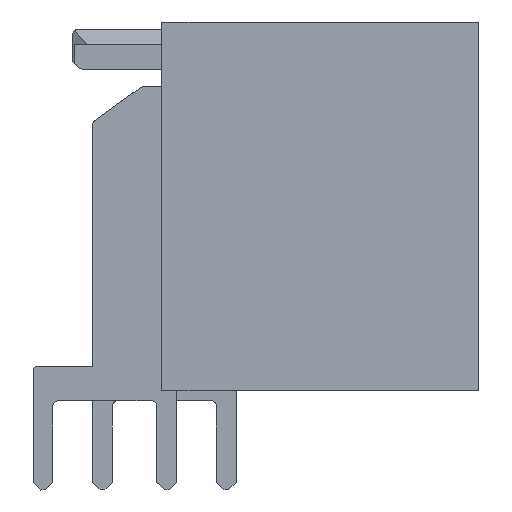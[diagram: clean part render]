
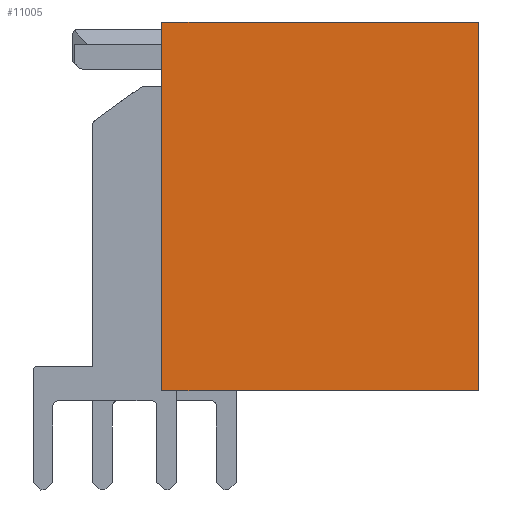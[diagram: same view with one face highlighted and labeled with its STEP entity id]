
A CAD part, left-side view. The second image highlights one B-rep face of the part: STEP entity #11005.
In plain terms, the highlighted face is planar.
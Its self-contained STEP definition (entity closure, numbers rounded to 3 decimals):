
#1308=ORIENTED_EDGE('',*,*,#3208,.F.);
#1309=ORIENTED_EDGE('',*,*,#3295,.F.);
#1310=ORIENTED_EDGE('',*,*,#3217,.F.);
#1311=ORIENTED_EDGE('',*,*,#3200,.F.);
#3200=EDGE_CURVE('',#4232,#4233,#5142,.T.);
#3208=EDGE_CURVE('',#4238,#4232,#5150,.T.);
#3217=EDGE_CURVE('',#4233,#4243,#5159,.T.);
#3295=EDGE_CURVE('',#4243,#4238,#5237,.T.);
#4232=VERTEX_POINT('',#15108);
#4233=VERTEX_POINT('',#15110);
#4238=VERTEX_POINT('',#15124);
#4243=VERTEX_POINT('',#15145);
#5142=LINE('',#15109,#6267);
#5150=LINE('',#15125,#6275);
#5159=LINE('',#15144,#6284);
#5237=LINE('',#15282,#6362);
#6267=VECTOR('',#12739,1000.);
#6275=VECTOR('',#12751,1000.);
#6284=VECTOR('',#12772,1000.);
#6362=VECTOR('',#12924,1000.);
#6981=EDGE_LOOP('',(#1308,#1309,#1310,#1311));
#7403=FACE_BOUND('',#6981,.T.);
#7808=PLANE('',#11444);
#11005=ADVANCED_FACE('',(#7403),#7808,.F.);
#11444=AXIS2_PLACEMENT_3D('',#15281,#12922,#12923);
#12739=DIRECTION('',(0.,0.,1.));
#12751=DIRECTION('',(-1.,0.,0.));
#12772=DIRECTION('',(1.,0.,0.));
#12922=DIRECTION('',(0.,1.,0.));
#12923=DIRECTION('',(1.,0.,0.));
#12924=DIRECTION('',(0.,0.,-1.));
#15108=CARTESIAN_POINT('',(-4.604,0.,-9.247));
#15109=CARTESIAN_POINT('',(-4.604,0.,-9.247));
#15110=CARTESIAN_POINT('',(-4.604,0.001,5.653));
#15124=CARTESIAN_POINT('',(8.196,-0.002,-9.247));
#15125=CARTESIAN_POINT('',(8.196,-0.002,-9.247));
#15144=CARTESIAN_POINT('',(-4.604,0.001,5.653));
#15145=CARTESIAN_POINT('',(8.196,0.,5.653));
#15281=CARTESIAN_POINT('',(1.796,0.,-1.797));
#15282=CARTESIAN_POINT('',(8.196,0.,5.653));
